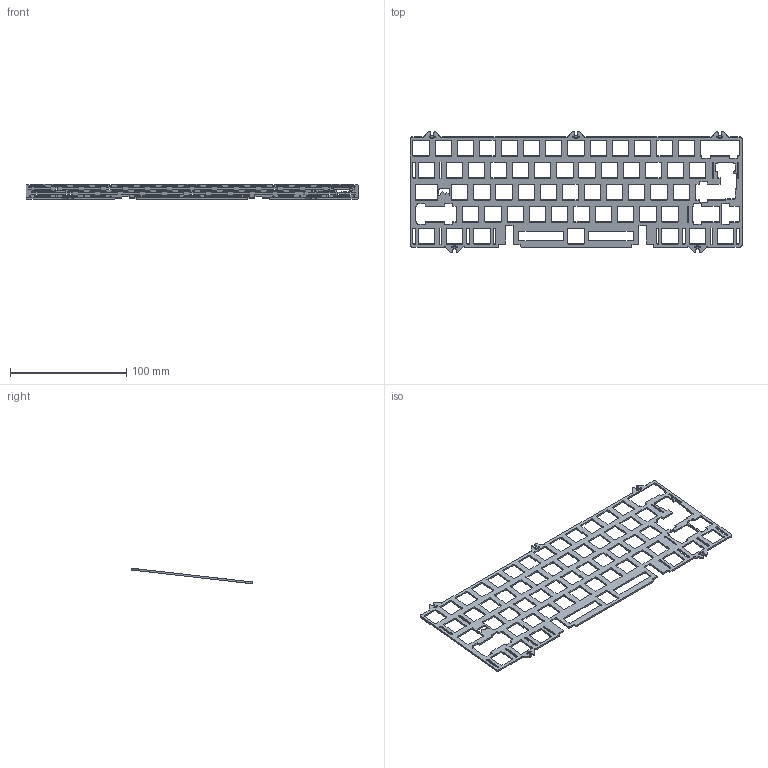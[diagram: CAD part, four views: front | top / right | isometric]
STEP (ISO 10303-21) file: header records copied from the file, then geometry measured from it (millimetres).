
FILE_DESCRIPTION(/* description */ (''),/* implementation_level */ '2;1');
FILE_NAME(/* name */ 'SolarisPlate.step',/* time_stamp */ '2024-05-25T11:54:01-05:00',/* author */ (''),/* organization */ (''),/* preprocessor_version */ 'ST-DEVELOPER v20',/* originating_system */ 'Autodesk Translation Framework v13.14.0.145',/* authorisation */ '');
FILE_SCHEMA (('AUTOMOTIVE_DESIGN { 1 0 10303 214 3 1 1 }'));
Length unit declared in the file: millimetre
Products named in the file (2): Japes60; Japes_Plate
Assembly tree (1 placements, depth 2):
  Japes60
    Japes_Plate
Bounding box: 285.75 x 104.1 x 13.33 mm (x, y, z)
Volume: 19204.3 mm3; surface area: 33268.2 mm2
Topology: 1 solids, 1 shells, 852 faces, 2550 edges, 1700 vertices
Faces by surface type: plane 428, cylinder 321, bspline 103
Entity records: 29463 total; most frequent: CARTESIAN_POINT 5648, ORIENTED_EDGE 5100, DIRECTION 4894, EDGE_CURVE 2550, LINE 1702, VECTOR 1702, VERTEX_POINT 1700, AXIS2_PLACEMENT_3D 1596
